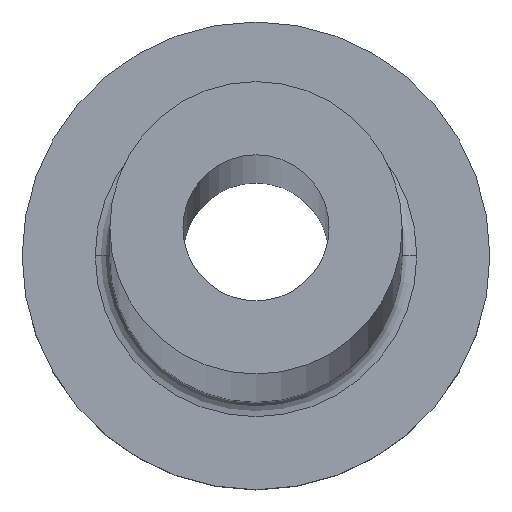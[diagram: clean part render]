
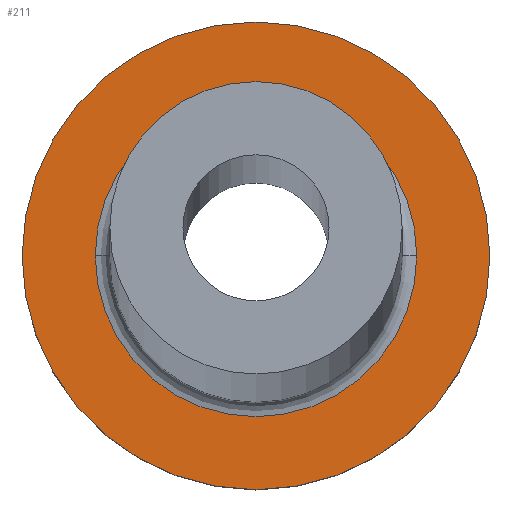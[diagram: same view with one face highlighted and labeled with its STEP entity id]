
A CAD part, top view. The second image highlights one B-rep face of the part: STEP entity #211.
In plain terms, the highlighted planar face has unit normal (0, 0, 1).
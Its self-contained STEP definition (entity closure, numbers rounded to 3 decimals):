
#22 = CARTESIAN_POINT ( 'NONE',  ( -8., 0., 5. ) ) ;
#32 = CARTESIAN_POINT ( 'NONE',  ( 8., 0., 5. ) ) ;
#37 = FACE_OUTER_BOUND ( 'NONE', #206, .T. ) ;
#40 = AXIS2_PLACEMENT_3D ( 'NONE', #208, #323, #64 ) ;
#44 = CARTESIAN_POINT ( 'NONE',  ( 0., 0., 5. ) ) ;
#53 = CIRCLE ( 'NONE', #202, 5.5 ) ;
#63 = EDGE_LOOP ( 'NONE', ( #296, #220 ) ) ;
#64 = DIRECTION ( 'NONE',  ( 1., 0., 0. ) ) ;
#65 = EDGE_CURVE ( 'NONE', #341, #290, #90, .T. ) ;
#74 = ORIENTED_EDGE ( 'NONE', *, *, #314, .T. ) ;
#90 = CIRCLE ( 'NONE', #288, 5.5 ) ;
#101 = CARTESIAN_POINT ( 'NONE',  ( 5.5, 0., 5. ) ) ;
#102 = DIRECTION ( 'NONE',  ( 1., 0., 0. ) ) ;
#106 = VERTEX_POINT ( 'NONE', #22 ) ;
#120 = CIRCLE ( 'NONE', #40, 8. ) ;
#129 = DIRECTION ( 'NONE',  ( 1., 0., 0. ) ) ;
#134 = CARTESIAN_POINT ( 'NONE',  ( 0., 0., 5. ) ) ;
#135 = CARTESIAN_POINT ( 'NONE',  ( 0., 0., 5. ) ) ;
#186 = ORIENTED_EDGE ( 'NONE', *, *, #374, .T. ) ;
#187 = DIRECTION ( 'NONE',  ( 0., 0., 1. ) ) ;
#202 = AXIS2_PLACEMENT_3D ( 'NONE', #44, #269, #129 ) ;
#206 = EDGE_LOOP ( 'NONE', ( #186, #74 ) ) ;
#208 = CARTESIAN_POINT ( 'NONE',  ( 0., 0., 5. ) ) ;
#211 = ADVANCED_FACE ( 'NONE', ( #298, #37 ), #303, .T. ) ;
#217 = CARTESIAN_POINT ( 'NONE',  ( -5.5, 0., 5. ) ) ;
#220 = ORIENTED_EDGE ( 'NONE', *, *, #65, .T. ) ;
#241 = AXIS2_PLACEMENT_3D ( 'NONE', #275, #302, #277 ) ;
#265 = DIRECTION ( 'NONE',  ( 1., 0., 0. ) ) ;
#269 = DIRECTION ( 'NONE',  ( 0., 0., -1. ) ) ;
#275 = CARTESIAN_POINT ( 'NONE',  ( 0., 0., 5. ) ) ;
#277 = DIRECTION ( 'NONE',  ( 1., 0., 0. ) ) ;
#279 = DIRECTION ( 'NONE',  ( 0., 0., -1. ) ) ;
#286 = EDGE_CURVE ( 'NONE', #290, #341, #53, .T. ) ;
#288 = AXIS2_PLACEMENT_3D ( 'NONE', #135, #279, #102 ) ;
#290 = VERTEX_POINT ( 'NONE', #101 ) ;
#296 = ORIENTED_EDGE ( 'NONE', *, *, #286, .T. ) ;
#298 = FACE_BOUND ( 'NONE', #63, .T. ) ;
#302 = DIRECTION ( 'NONE',  ( 0., 0., 1. ) ) ;
#303 = PLANE ( 'NONE',  #241 ) ;
#314 = EDGE_CURVE ( 'NONE', #375, #106, #371, .T. ) ;
#323 = DIRECTION ( 'NONE',  ( 0., 0., 1. ) ) ;
#338 = AXIS2_PLACEMENT_3D ( 'NONE', #134, #187, #265 ) ;
#341 = VERTEX_POINT ( 'NONE', #217 ) ;
#371 = CIRCLE ( 'NONE', #338, 8. ) ;
#374 = EDGE_CURVE ( 'NONE', #106, #375, #120, .T. ) ;
#375 = VERTEX_POINT ( 'NONE', #32 ) ;
